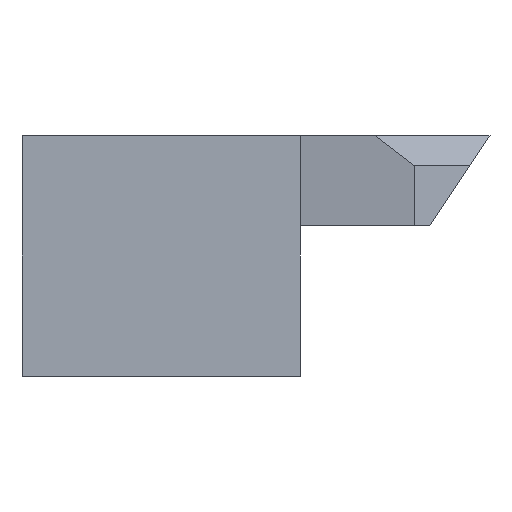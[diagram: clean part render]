
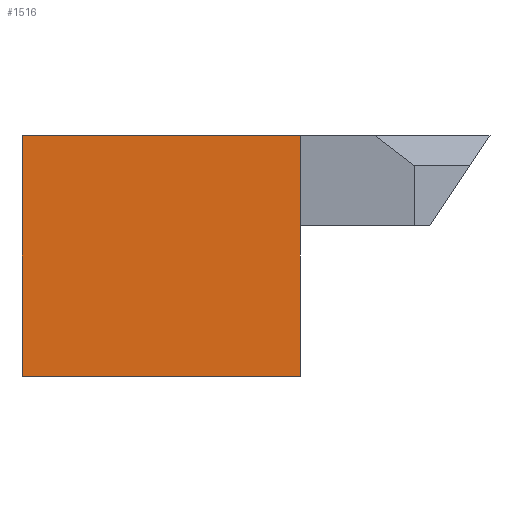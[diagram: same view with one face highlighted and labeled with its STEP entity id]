
A CAD part, front view. The second image highlights one B-rep face of the part: STEP entity #1516.
In plain terms, the highlighted planar face has unit normal (0, -1, 0).
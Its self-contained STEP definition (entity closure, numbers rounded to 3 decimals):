
#41 = CARTESIAN_POINT ( 'NONE',  ( 13.423, -1.156, 3. ) ) ;
#218 = EDGE_CURVE ( 'NONE', #581, #1513, #1474, .T. ) ;
#263 = CARTESIAN_POINT ( 'NONE',  ( 7.938, -1.156, -5. ) ) ;
#274 = AXIS2_PLACEMENT_3D ( 'NONE', #41, #480, #2460 ) ;
#344 = VERTEX_POINT ( 'NONE', #1554 ) ;
#477 = EDGE_CURVE ( 'NONE', #344, #1513, #964, .T. ) ;
#480 = DIRECTION ( 'NONE',  ( 0., 1., 0. ) ) ;
#581 = VERTEX_POINT ( 'NONE', #1890 ) ;
#630 = VECTOR ( 'NONE', #886, 1000. ) ;
#744 = EDGE_CURVE ( 'NONE', #581, #2531, #1777, .T. ) ;
#884 = LINE ( 'NONE', #1121, #1679 ) ;
#886 = DIRECTION ( 'NONE',  ( 1., 0., 0. ) ) ;
#964 = LINE ( 'NONE', #263, #1581 ) ;
#1108 = CARTESIAN_POINT ( 'NONE',  ( 3.04, -1.156, 3. ) ) ;
#1121 = CARTESIAN_POINT ( 'NONE',  ( 6.628, -1.156, -5. ) ) ;
#1173 = CARTESIAN_POINT ( 'NONE',  ( 6.628, -1.156, 3. ) ) ;
#1264 = CARTESIAN_POINT ( 'NONE',  ( -2.634, -1.156, -5. ) ) ;
#1354 = ORIENTED_EDGE ( 'NONE', *, *, #1546, .T. ) ;
#1393 = ORIENTED_EDGE ( 'NONE', *, *, #477, .F. ) ;
#1474 = LINE ( 'NONE', #1264, #2032 ) ;
#1513 = VERTEX_POINT ( 'NONE', #1964 ) ;
#1516 = ADVANCED_FACE ( 'NONE', ( #2633 ), #2490, .F. ) ;
#1546 = EDGE_CURVE ( 'NONE', #344, #2531, #884, .T. ) ;
#1554 = CARTESIAN_POINT ( 'NONE',  ( 6.628, -1.156, -5. ) ) ;
#1581 = VECTOR ( 'NONE', #2759, 1000. ) ;
#1596 = DIRECTION ( 'NONE',  ( 0., 0., 1. ) ) ;
#1679 = VECTOR ( 'NONE', #1596, 1000. ) ;
#1777 = LINE ( 'NONE', #1108, #630 ) ;
#1890 = CARTESIAN_POINT ( 'NONE',  ( -2.634, -1.156, 3. ) ) ;
#1916 = ORIENTED_EDGE ( 'NONE', *, *, #744, .F. ) ;
#1964 = CARTESIAN_POINT ( 'NONE',  ( -2.634, -1.156, -5. ) ) ;
#2032 = VECTOR ( 'NONE', #2625, 1000. ) ;
#2460 = DIRECTION ( 'NONE',  ( -1., 0., 0. ) ) ;
#2490 = PLANE ( 'NONE',  #274 ) ;
#2531 = VERTEX_POINT ( 'NONE', #1173 ) ;
#2625 = DIRECTION ( 'NONE',  ( 0., 0., -1. ) ) ;
#2633 = FACE_OUTER_BOUND ( 'NONE', #2726, .T. ) ;
#2658 = ORIENTED_EDGE ( 'NONE', *, *, #218, .T. ) ;
#2726 = EDGE_LOOP ( 'NONE', ( #1354, #1916, #2658, #1393 ) ) ;
#2759 = DIRECTION ( 'NONE',  ( -1., 0., 0. ) ) ;
